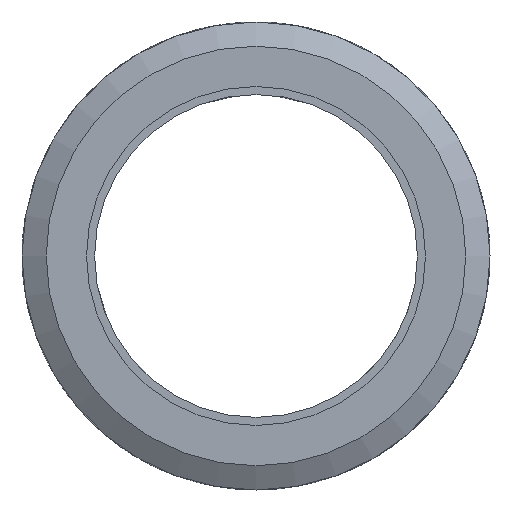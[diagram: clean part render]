
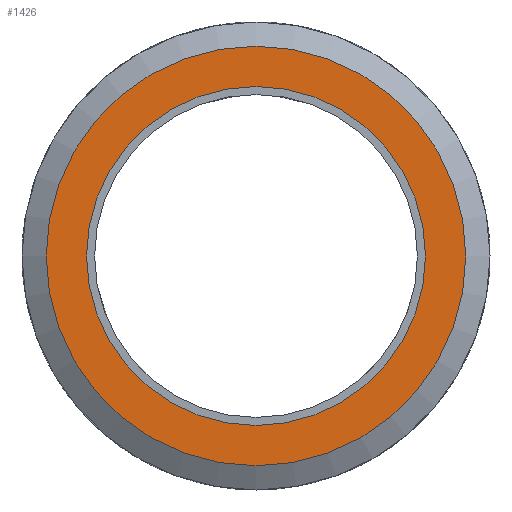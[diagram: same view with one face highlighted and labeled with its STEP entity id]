
A CAD part, left-side view. The second image highlights one B-rep face of the part: STEP entity #1426.
In plain terms, the highlighted planar face has unit normal (-1, 0, 0).
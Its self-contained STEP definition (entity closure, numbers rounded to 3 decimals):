
#1392=CARTESIAN_POINT('',(0.,21.0,0.0));
#1393=VERTEX_POINT('',#1392);
#1394=CARTESIAN_POINT('',(0.,0.0,0.0));
#1395=DIRECTION('',(1.0,0.0,0.0));
#1396=DIRECTION('',(0.0,1.0,0.0));
#1397=AXIS2_PLACEMENT_3D('',#1394,#1395,#1396);
#1398=CIRCLE('',#1397,21.0);
#1399=EDGE_CURVE('',#1393,#1393,#1398,.T.);
#1407=CARTESIAN_POINT('',(0.,23.5,0.0));
#1408=DIRECTION('',(-1.0,0.0,0.0));
#1409=DIRECTION('',(0.0,0.0,1.0));
#1410=AXIS2_PLACEMENT_3D('',#1407,#1408,#1409);
#1411=PLANE('',#1410);
#1412=CARTESIAN_POINT('',(0.,26.,0.0));
#1413=VERTEX_POINT('',#1412);
#1414=CARTESIAN_POINT('',(0.,0.0,0.0));
#1415=DIRECTION('',(1.0,0.0,0.0));
#1416=DIRECTION('',(0.0,1.0,0.0));
#1417=AXIS2_PLACEMENT_3D('',#1414,#1415,#1416);
#1418=CIRCLE('',#1417,26.);
#1419=EDGE_CURVE('',#1413,#1413,#1418,.T.);
#1420=ORIENTED_EDGE('',*,*,#1419,.F.);
#1421=EDGE_LOOP('',(#1420));
#1422=FACE_OUTER_BOUND('',#1421,.T.);
#1423=ORIENTED_EDGE('',*,*,#1399,.T.);
#1424=EDGE_LOOP('',(#1423));
#1425=FACE_BOUND('',#1424,.T.);
#1426=ADVANCED_FACE('',(#1422,#1425),#1411,.T.);
